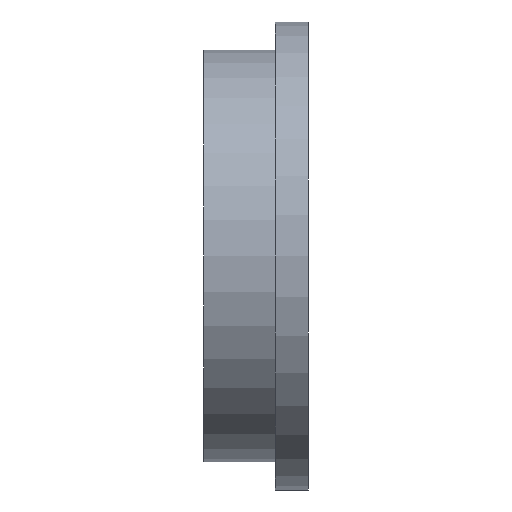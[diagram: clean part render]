
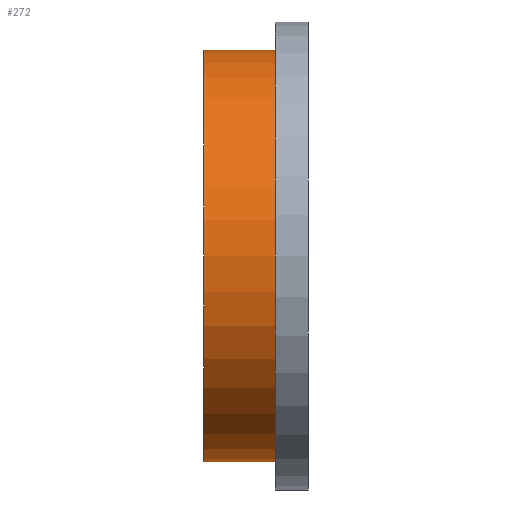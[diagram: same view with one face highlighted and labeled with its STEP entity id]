
A CAD part, left-side view. The second image highlights one B-rep face of the part: STEP entity #272.
In plain terms, the highlighted cylindrical face has radius 74.75 mm (diameter 149.5 mm), a partial arc.
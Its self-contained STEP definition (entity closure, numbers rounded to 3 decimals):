
#6 = CYLINDRICAL_SURFACE ( 'NONE', #628, 74.75 ) ;
#11 = FACE_OUTER_BOUND ( 'NONE', #201, .T. ) ;
#27 = ORIENTED_EDGE ( 'NONE', *, *, #597, .F. ) ;
#55 = ORIENTED_EDGE ( 'NONE', *, *, #582, .T. ) ;
#86 = ORIENTED_EDGE ( 'NONE', *, *, #590, .T. ) ;
#173 = ORIENTED_EDGE ( 'NONE', *, *, #580, .F. ) ;
#201 = EDGE_LOOP ( 'NONE', ( #173, #27, #55, #86 ) ) ;
#272 = ADVANCED_FACE ( 'NONE', ( #11 ), #6, .T. ) ;
#298 = VERTEX_POINT ( 'NONE', #402 ) ;
#303 = VERTEX_POINT ( 'NONE', #397 ) ;
#304 = VERTEX_POINT ( 'NONE', #396 ) ;
#310 = VERTEX_POINT ( 'NONE', #390 ) ;
#390 = CARTESIAN_POINT ( 'NONE',  ( 0., 12.1, 74.75 ) ) ;
#396 = CARTESIAN_POINT ( 'NONE',  ( 0., 38.1, 74.75 ) ) ;
#397 = CARTESIAN_POINT ( 'NONE',  ( 0., 38.1, -74.75 ) ) ;
#402 = CARTESIAN_POINT ( 'NONE',  ( 0., 12.1, -74.75 ) ) ;
#421 = CARTESIAN_POINT ( 'NONE',  ( 0., 38.1, 0. ) ) ;
#422 = DIRECTION ( 'NONE',  ( 0., -1., 0. ) ) ;
#424 = DIRECTION ( 'NONE',  ( 0., 0., -1. ) ) ;
#456 = LINE ( 'NONE', #805, #468 ) ;
#468 = VECTOR ( 'NONE', #801, 1000. ) ;
#472 = CIRCLE ( 'NONE', #657, 74.75 ) ;
#476 = VECTOR ( 'NONE', #827, 1000. ) ;
#518 = CIRCLE ( 'NONE', #650, 74.75 ) ;
#523 = LINE ( 'NONE', #812, #476 ) ;
#580 = EDGE_CURVE ( 'NONE', #304, #310, #456, .T. ) ;
#582 = EDGE_CURVE ( 'NONE', #303, #298, #523, .T. ) ;
#590 = EDGE_CURVE ( 'NONE', #298, #310, #518, .T. ) ;
#597 = EDGE_CURVE ( 'NONE', #303, #304, #472, .T. ) ;
#628 = AXIS2_PLACEMENT_3D ( 'NONE', #421, #422, #424 ) ;
#650 = AXIS2_PLACEMENT_3D ( 'NONE', #767, #823, #768 ) ;
#657 = AXIS2_PLACEMENT_3D ( 'NONE', #732, #686, #723 ) ;
#686 = DIRECTION ( 'NONE',  ( 0., 1., 0. ) ) ;
#723 = DIRECTION ( 'NONE',  ( 0., 0., 1. ) ) ;
#732 = CARTESIAN_POINT ( 'NONE',  ( 0., 38.1, 0. ) ) ;
#767 = CARTESIAN_POINT ( 'NONE',  ( 0., 12.1, 0. ) ) ;
#768 = DIRECTION ( 'NONE',  ( 0., 0., 1. ) ) ;
#801 = DIRECTION ( 'NONE',  ( 0., -1., 0. ) ) ;
#805 = CARTESIAN_POINT ( 'NONE',  ( 0., 38.1, 74.75 ) ) ;
#812 = CARTESIAN_POINT ( 'NONE',  ( 0., 38.1, -74.75 ) ) ;
#823 = DIRECTION ( 'NONE',  ( 0., 1., 0. ) ) ;
#827 = DIRECTION ( 'NONE',  ( 0., -1., 0. ) ) ;
